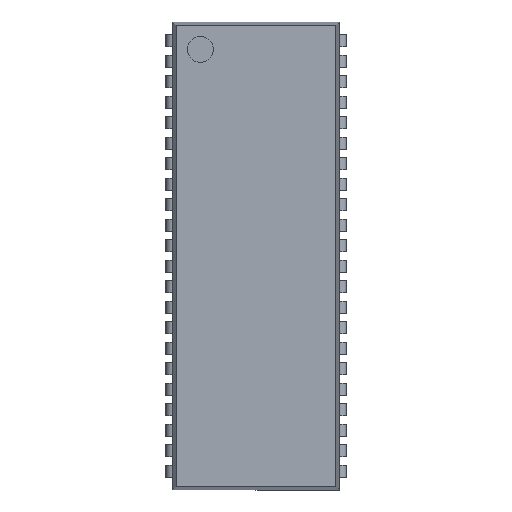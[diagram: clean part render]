
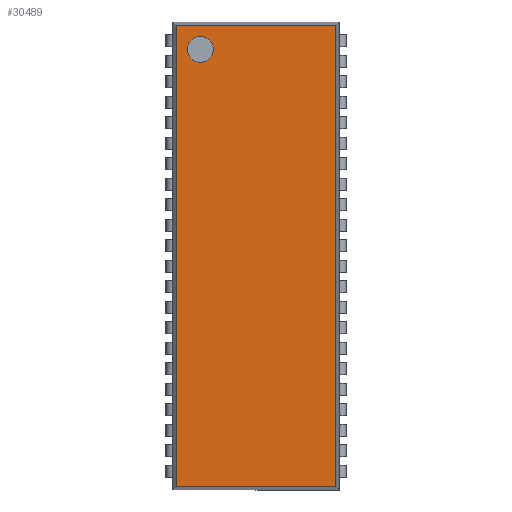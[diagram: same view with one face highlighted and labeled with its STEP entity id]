
A CAD part, top view. The second image highlights one B-rep face of the part: STEP entity #30489.
In plain terms, the highlighted planar face has unit normal (0, 0, 1).
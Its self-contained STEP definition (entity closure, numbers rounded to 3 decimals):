
#30087=CARTESIAN_POINT('',(-2.645,12.79,3.68));
#30088=VERTEX_POINT('',#30087);
#30097=CARTESIAN_POINT('',(-4.245,12.79,3.68));
#30098=VERTEX_POINT('',#30097);
#30099=CARTESIAN_POINT('',(-3.445,12.79,3.68));
#30100=DIRECTION('',(0.0,0.0,-1.0));
#30101=DIRECTION('',(1.0,0.0,0.0));
#30102=AXIS2_PLACEMENT_3D('',#30099,#30100,#30101);
#30103=CIRCLE('',#30102,0.8);
#30104=EDGE_CURVE('',#30098,#30088,#30103,.T.);
#30138=CARTESIAN_POINT('',(-3.445,12.79,3.68));
#30139=DIRECTION('',(0.0,0.0,-1.0));
#30140=DIRECTION('',(1.0,0.0,0.0));
#30141=AXIS2_PLACEMENT_3D('',#30138,#30139,#30140);
#30142=CIRCLE('',#30141,0.8);
#30143=EDGE_CURVE('',#30088,#30098,#30142,.T.);
#30362=CARTESIAN_POINT('',(4.945,-14.29,3.68));
#30363=VERTEX_POINT('',#30362);
#30370=CARTESIAN_POINT('',(-4.945,-14.29,3.68));
#30371=VERTEX_POINT('',#30370);
#30372=CARTESIAN_POINT('',(4.945,-14.29,3.68));
#30373=DIRECTION('',(-1.0,0.0,0.0));
#30374=VECTOR('',#30373,9.89);
#30375=LINE('',#30372,#30374);
#30376=EDGE_CURVE('',#30363,#30371,#30375,.T.);
#30393=CARTESIAN_POINT('',(4.945,14.29,3.68));
#30394=VERTEX_POINT('',#30393);
#30401=CARTESIAN_POINT('',(4.945,14.29,3.68));
#30402=DIRECTION('',(0.0,-1.0,0.0));
#30403=VECTOR('',#30402,28.58);
#30404=LINE('',#30401,#30403);
#30405=EDGE_CURVE('',#30394,#30363,#30404,.T.);
#30417=CARTESIAN_POINT('',(-4.945,14.29,3.68));
#30418=VERTEX_POINT('',#30417);
#30425=CARTESIAN_POINT('',(-4.945,14.29,3.68));
#30426=DIRECTION('',(1.0,0.0,0.0));
#30427=VECTOR('',#30426,9.89);
#30428=LINE('',#30425,#30427);
#30429=EDGE_CURVE('',#30418,#30394,#30428,.T.);
#30447=CARTESIAN_POINT('',(-4.945,-14.29,3.68));
#30448=DIRECTION('',(0.0,1.0,0.0));
#30449=VECTOR('',#30448,28.58);
#30450=LINE('',#30447,#30449);
#30451=EDGE_CURVE('',#30371,#30418,#30450,.T.);
#30474=CARTESIAN_POINT('',(0.,3.95,3.68));
#30475=DIRECTION('',(0.0,0.0,1.0));
#30476=DIRECTION('',(0.0,-1.0,0.0));
#30477=AXIS2_PLACEMENT_3D('',#30474,#30475,#30476);
#30478=PLANE('',#30477);
#30479=ORIENTED_EDGE('',*,*,#30376,.F.);
#30480=ORIENTED_EDGE('',*,*,#30405,.F.);
#30481=ORIENTED_EDGE('',*,*,#30429,.F.);
#30482=ORIENTED_EDGE('',*,*,#30451,.F.);
#30483=EDGE_LOOP('',(#30479,#30480,#30481,#30482));
#30484=FACE_OUTER_BOUND('',#30483,.T.);
#30485=ORIENTED_EDGE('',*,*,#30143,.T.);
#30486=ORIENTED_EDGE('',*,*,#30104,.T.);
#30487=EDGE_LOOP('',(#30485,#30486));
#30488=FACE_BOUND('',#30487,.T.);
#30489=ADVANCED_FACE('',(#30484,#30488),#30478,.T.);
